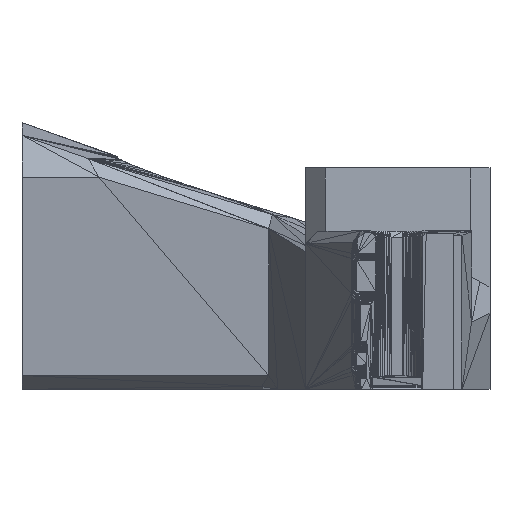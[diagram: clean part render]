
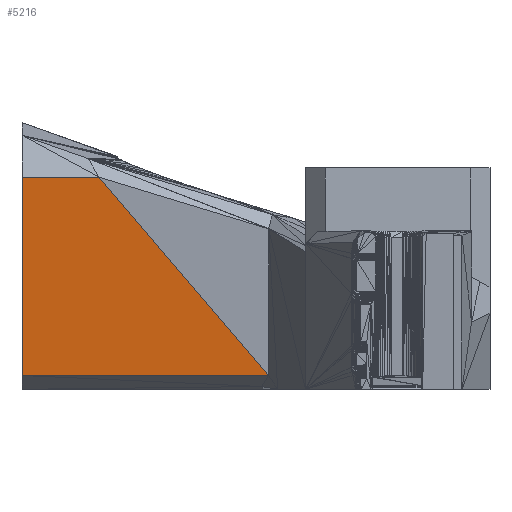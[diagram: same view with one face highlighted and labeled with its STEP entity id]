
A CAD part, front view. The second image highlights one B-rep face of the part: STEP entity #5216.
In plain terms, the highlighted planar face has unit normal (0, -0.995, -0.099).
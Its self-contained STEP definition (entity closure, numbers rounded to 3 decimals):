
#2268 = VERTEX_POINT('',#2269);
#2269 = CARTESIAN_POINT('',(37.146,92.817,
    15.121));
#2275 = EDGE_CURVE('',#2276,#2268,#2278,.T.);
#2276 = VERTEX_POINT('',#2277);
#2277 = CARTESIAN_POINT('',(37.146,91.215,
    31.234));
#2278 = LINE('',#2279,#2280);
#2279 = CARTESIAN_POINT('',(37.146,91.215,
    31.234));
#2280 = VECTOR('',#2281,1.);
#2281 = DIRECTION('',(0.,0.099,-0.995));
#5216 = ADVANCED_FACE('',(#5217),#5242,.T.);
#5217 = FACE_BOUND('',#5218,.T.);
#5218 = EDGE_LOOP('',(#5219,#5227,#5228,#5236));
#5219 = ORIENTED_EDGE('',*,*,#5220,.F.);
#5220 = EDGE_CURVE('',#2276,#5221,#5223,.T.);
#5221 = VERTEX_POINT('',#5222);
#5222 = CARTESIAN_POINT('',(43.411,91.215,
    31.234));
#5223 = LINE('',#5224,#5225);
#5224 = CARTESIAN_POINT('',(37.146,91.215,
    31.234));
#5225 = VECTOR('',#5226,1.);
#5226 = DIRECTION('',(1.,0.,0.));
#5227 = ORIENTED_EDGE('',*,*,#2275,.T.);
#5228 = ORIENTED_EDGE('',*,*,#5229,.T.);
#5229 = EDGE_CURVE('',#2268,#5230,#5232,.T.);
#5230 = VERTEX_POINT('',#5231);
#5231 = CARTESIAN_POINT('',(57.196,92.817,
    15.121));
#5232 = LINE('',#5233,#5234);
#5233 = CARTESIAN_POINT('',(37.146,92.817,
    15.121));
#5234 = VECTOR('',#5235,1.);
#5235 = DIRECTION('',(1.,0.,0.));
#5236 = ORIENTED_EDGE('',*,*,#5237,.T.);
#5237 = EDGE_CURVE('',#5230,#5221,#5238,.T.);
#5238 = LINE('',#5239,#5240);
#5239 = CARTESIAN_POINT('',(57.196,92.817,
    15.121));
#5240 = VECTOR('',#5241,1.);
#5241 = DIRECTION('',(-0.648,-0.075,0.758
    ));
#5242 = PLANE('',#5243);
#5243 = AXIS2_PLACEMENT_3D('',#5244,#5245,#5246);
#5244 = CARTESIAN_POINT('',(44.993,92.189,
    21.436));
#5245 = DIRECTION('',(0.,-0.995,-0.099));
#5246 = DIRECTION('',(0.,0.099,-0.995));
